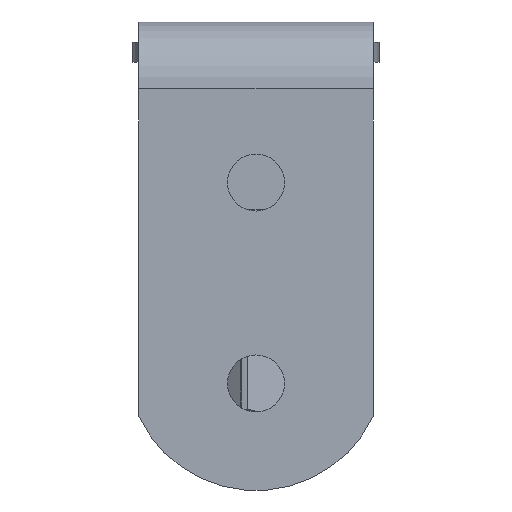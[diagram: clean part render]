
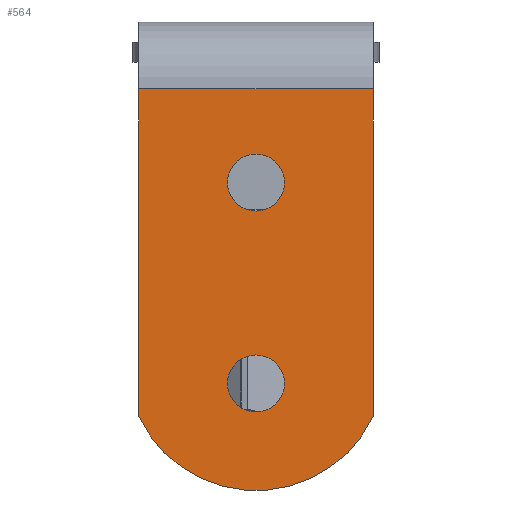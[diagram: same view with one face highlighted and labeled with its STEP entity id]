
A CAD part, front view. The second image highlights one B-rep face of the part: STEP entity #564.
In plain terms, the highlighted planar face has unit normal (0, -1, 0).
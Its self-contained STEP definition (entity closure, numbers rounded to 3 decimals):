
#159=LINE('',#3128,#315);
#165=LINE('',#3143,#321);
#166=LINE('',#3152,#322);
#315=VECTOR('',#2475,1.);
#321=VECTOR('',#2487,1.);
#322=VECTOR('',#2498,1.);
#510=PLANE('',#2211);
#564=ADVANCED_FACE('',(#753,#754,#755),#510,.T.);
#753=FACE_BOUND('',#821,.T.);
#754=FACE_BOUND('',#822,.T.);
#755=FACE_BOUND('',#823,.T.);
#821=EDGE_LOOP('',(#999));
#822=EDGE_LOOP('',(#1000));
#823=EDGE_LOOP('',(#1001,#1002,#1003,#1004));
#999=ORIENTED_EDGE('',*,*,#1791,.T.);
#1000=ORIENTED_EDGE('',*,*,#1792,.T.);
#1001=ORIENTED_EDGE('',*,*,#1793,.T.);
#1002=ORIENTED_EDGE('',*,*,#1781,.T.);
#1003=ORIENTED_EDGE('',*,*,#1794,.T.);
#1004=ORIENTED_EDGE('',*,*,#1789,.F.);
#1575=VERTEX_POINT('',#3127);
#1576=VERTEX_POINT('',#3129);
#1581=VERTEX_POINT('',#3142);
#1582=VERTEX_POINT('',#3144);
#1583=VERTEX_POINT('',#3148);
#1584=VERTEX_POINT('',#3150);
#1781=EDGE_CURVE('',#1576,#1575,#159,.T.);
#1789=EDGE_CURVE('',#1581,#1582,#165,.T.);
#1791=EDGE_CURVE('',#1583,#1583,#2075,.T.);
#1792=EDGE_CURVE('',#1584,#1584,#2076,.T.);
#1793=EDGE_CURVE('',#1581,#1576,#2077,.T.);
#1794=EDGE_CURVE('',#1575,#1582,#166,.T.);
#2075=CIRCLE('',#2208,4.25);
#2076=CIRCLE('',#2209,4.25);
#2077=CIRCLE('',#2210,19.4);
#2208=AXIS2_PLACEMENT_3D('',#3147,#2492,#2493);
#2209=AXIS2_PLACEMENT_3D('',#3149,#2494,#2495);
#2210=AXIS2_PLACEMENT_3D('',#3151,#2496,#2497);
#2211=AXIS2_PLACEMENT_3D('',#3153,#2499,#2500);
#2475=DIRECTION('',(0.,0.,1.));
#2487=DIRECTION('',(0.,0.,1.));
#2492=DIRECTION('',(0.,1.,0.));
#2493=DIRECTION('',(0.,0.,-1.));
#2494=DIRECTION('',(0.,1.,0.));
#2495=DIRECTION('',(0.,0.,-1.));
#2496=DIRECTION('',(0.,-1.,0.));
#2497=DIRECTION('',(0.,0.,-1.));
#2498=DIRECTION('',(-1.,0.,0.));
#2499=DIRECTION('',(0.,-1.,0.));
#2500=DIRECTION('',(0.,0.,1.));
#3127=CARTESIAN_POINT('',(17.5,-3.,-7.));
#3128=CARTESIAN_POINT('',(17.5,-3.,-67.));
#3129=CARTESIAN_POINT('',(17.5,-3.,-55.973));
#3142=CARTESIAN_POINT('',(-17.5,-3.,-55.973));
#3143=CARTESIAN_POINT('',(-17.5,-3.,-67.));
#3144=CARTESIAN_POINT('',(-17.5,-3.,-7.));
#3147=CARTESIAN_POINT('',(0.,-3.,-21.));
#3148=CARTESIAN_POINT('',(0.,-3.,-25.25));
#3149=CARTESIAN_POINT('',(0.,-3.,-51.));
#3150=CARTESIAN_POINT('',(0.,-3.,-55.25));
#3151=CARTESIAN_POINT('',(0.,-3.,-47.6));
#3152=CARTESIAN_POINT('',(17.5,-3.,-7.));
#3153=CARTESIAN_POINT('',(17.5,-3.,-67.));
